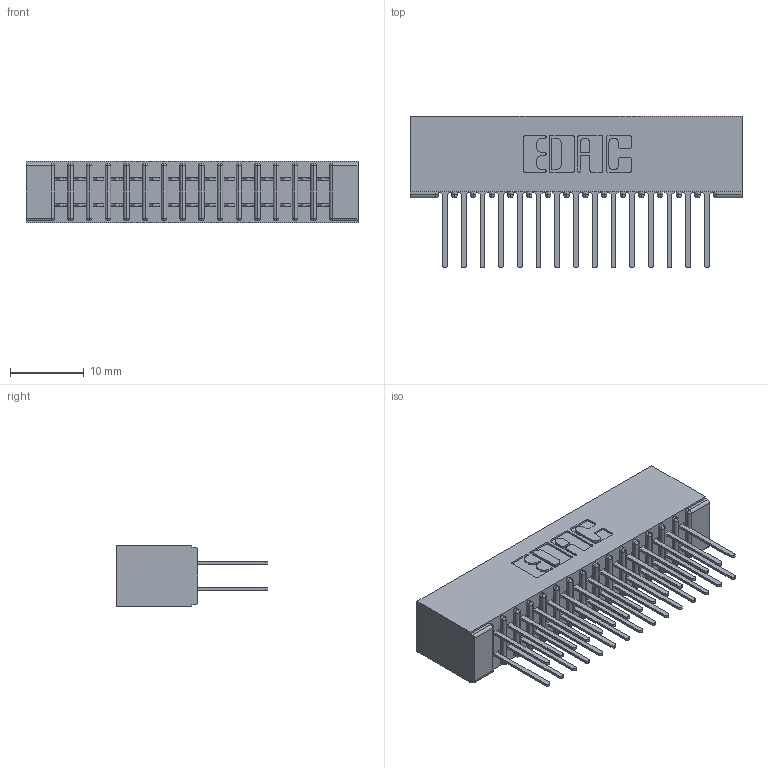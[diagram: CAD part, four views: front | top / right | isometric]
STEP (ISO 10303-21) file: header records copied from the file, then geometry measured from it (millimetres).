
FILE_DESCRIPTION (( 'STEP AP203' ), '1' );
FILE_NAME ('391-030-522-201.STEP', '2018-08-08T21:32:23', ( '' ), ( '' ), 'SwSTEP 2.0', 'SolidWorks 2016', '' );
FILE_SCHEMA (( 'CONFIG_CONTROL_DESIGN' ));
Length unit declared in the file: inch
Products named in the file (3): 341 Part_No Mounting Lugs; 341-292-001_341-292-122; 391-030-522-201
Assembly tree (31 placements, depth 2):
  391-030-522-201
    341 Part_No Mounting Lugs
    341-292-001_341-292-122  x30
Bounding box: 45.09 x 20.62 x 8.38 mm (x, y, z)
Volume: 2755.8 mm3; surface area: 6240.8 mm2
Topology: 31 solids, 31 shells, 2088 faces, 6037 edges, 3910 vertices
Faces by surface type: plane 1264, cylinder 764, sphere 32, torus 28
Entity records: 21472 total; most frequent: CARTESIAN_POINT 3569, ORIENTED_EDGE 3542, DIRECTION 3481, EDGE_CURVE 1771, VECTOR 1405, LINE 1405, VERTEX_POINT 1126, AXIS2_PLACEMENT_3D 1038
